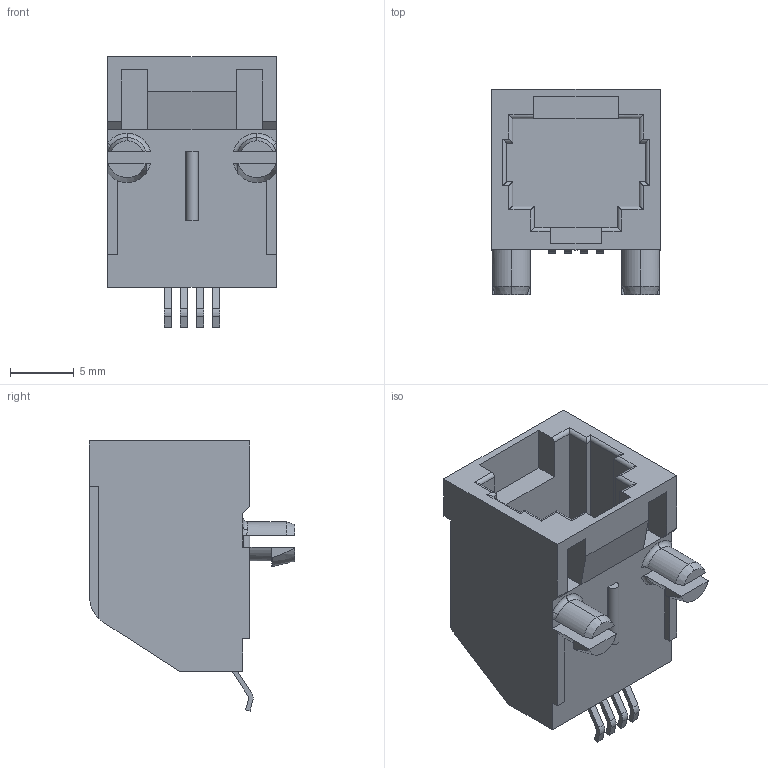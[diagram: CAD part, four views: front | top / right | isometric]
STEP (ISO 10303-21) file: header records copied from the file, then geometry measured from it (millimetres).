
FILE_DESCRIPTION (( 'STEP AP214' ), '1' );
FILE_NAME ('GDLX-SMT-N-64_A.STEP', '2019-12-20T18:29:59', ( '' ), ( '' ), 'SwSTEP 2.0', 'SolidWorks 2018', '' );
FILE_SCHEMA (( 'AUTOMOTIVE_DESIGN' ));
Length unit declared in the file: millimetre
Products named in the file (1): GDLX-SMT-N-64_A
Bounding box: 13.21 x 16.07 x 21.13 mm (x, y, z)
Volume: 1669.8 mm3; surface area: 1828.8 mm2
Topology: 1 solids, 1 shells, 160 faces, 422 edges, 270 vertices
Faces by surface type: plane 108, cylinder 38, torus 6, cone 6, bspline 2
Entity records: 6332 total; most frequent: CARTESIAN_POINT 1021, ORIENTED_EDGE 844, DIRECTION 770, EDGE_CURVE 422, LINE 324, VECTOR 324, VERTEX_POINT 270, AXIS2_PLACEMENT_3D 223
